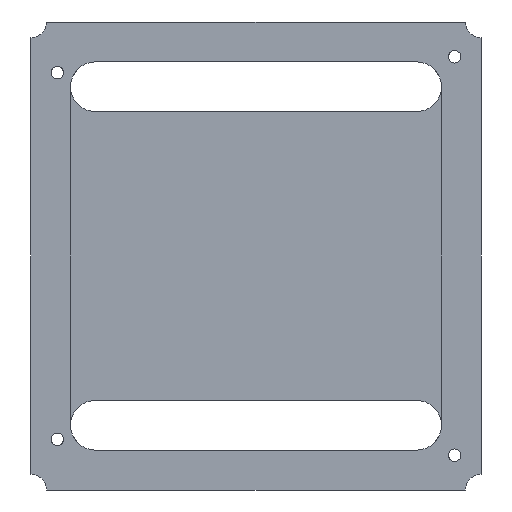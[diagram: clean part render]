
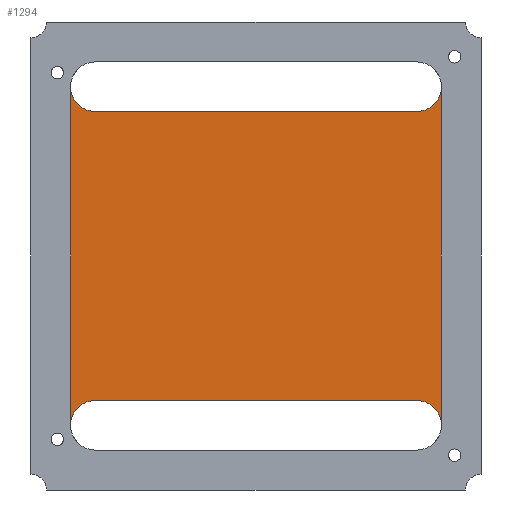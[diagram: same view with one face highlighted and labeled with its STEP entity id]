
A CAD part, front view. The second image highlights one B-rep face of the part: STEP entity #1294.
In plain terms, the highlighted planar face has unit normal (0, -1, 0).
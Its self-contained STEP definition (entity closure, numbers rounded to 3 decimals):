
#18 = EDGE_CURVE ( 'NONE', #1621, #1000, #464, .T. ) ;
#84 = DIRECTION ( 'NONE',  ( 0., -1., 0. ) ) ;
#192 = DIRECTION ( 'NONE',  ( 0., -1., 0. ) ) ;
#198 = ORIENTED_EDGE ( 'NONE', *, *, #18, .F. ) ;
#222 = LINE ( 'NONE', #2174, #421 ) ;
#237 = VERTEX_POINT ( 'NONE', #303 ) ;
#250 = DIRECTION ( 'NONE',  ( 0., 0., -1. ) ) ;
#293 = CARTESIAN_POINT ( 'NONE',  ( -32.24, 3., -34. ) ) ;
#303 = CARTESIAN_POINT ( 'NONE',  ( -32.24, 3., -29. ) ) ;
#304 = VERTEX_POINT ( 'NONE', #377 ) ;
#308 = DIRECTION ( 'NONE',  ( 0., 0., -1. ) ) ;
#366 = CARTESIAN_POINT ( 'NONE',  ( 32.24, 3., 29. ) ) ;
#377 = CARTESIAN_POINT ( 'NONE',  ( 37.24, 3., 34. ) ) ;
#380 = VECTOR ( 'NONE', #873, 1000. ) ;
#415 = CARTESIAN_POINT ( 'NONE',  ( -37.24, 3., 0. ) ) ;
#420 = AXIS2_PLACEMENT_3D ( 'NONE', #2008, #1854, #1474 ) ;
#421 = VECTOR ( 'NONE', #2127, 1000. ) ;
#427 = FACE_OUTER_BOUND ( 'NONE', #1015, .T. ) ;
#439 = VERTEX_POINT ( 'NONE', #1128 ) ;
#464 = CIRCLE ( 'NONE', #1274, 5. ) ;
#662 = DIRECTION ( 'NONE',  ( 0., 0., -1. ) ) ;
#730 = ORIENTED_EDGE ( 'NONE', *, *, #1782, .F. ) ;
#762 = CARTESIAN_POINT ( 'NONE',  ( 32.24, 3., -29. ) ) ;
#841 = VERTEX_POINT ( 'NONE', #762 ) ;
#863 = ORIENTED_EDGE ( 'NONE', *, *, #1759, .F. ) ;
#873 = DIRECTION ( 'NONE',  ( 0., 0., -1. ) ) ;
#878 = EDGE_CURVE ( 'NONE', #1621, #1733, #1496, .T. ) ;
#1000 = VERTEX_POINT ( 'NONE', #2092 ) ;
#1015 = EDGE_LOOP ( 'NONE', ( #198, #1062, #2183, #1494, #863, #2030, #2193, #730 ) ) ;
#1046 = AXIS2_PLACEMENT_3D ( 'NONE', #293, #84, #250 ) ;
#1054 = CARTESIAN_POINT ( 'NONE',  ( 32.24, 3., 34. ) ) ;
#1062 = ORIENTED_EDGE ( 'NONE', *, *, #878, .T. ) ;
#1120 = DIRECTION ( 'NONE',  ( 0., 0., -1. ) ) ;
#1128 = CARTESIAN_POINT ( 'NONE',  ( 37.24, 3., -34. ) ) ;
#1156 = DIRECTION ( 'NONE',  ( 0., 0., -1. ) ) ;
#1266 = EDGE_CURVE ( 'NONE', #237, #1733, #1967, .T. ) ;
#1274 = AXIS2_PLACEMENT_3D ( 'NONE', #2021, #2235, #1156 ) ;
#1294 = ADVANCED_FACE ( 'NONE', ( #427 ), #1832, .T. ) ;
#1363 = LINE ( 'NONE', #1899, #380 ) ;
#1364 = DIRECTION ( 'NONE',  ( 0., -1., 0. ) ) ;
#1411 = VECTOR ( 'NONE', #1120, 1000. ) ;
#1455 = CIRCLE ( 'NONE', #1746, 5. ) ;
#1474 = DIRECTION ( 'NONE',  ( 0., 0., -1. ) ) ;
#1494 = ORIENTED_EDGE ( 'NONE', *, *, #2234, .T. ) ;
#1496 = LINE ( 'NONE', #415, #1411 ) ;
#1518 = VERTEX_POINT ( 'NONE', #366 ) ;
#1536 = CARTESIAN_POINT ( 'NONE',  ( 0., 3., 29. ) ) ;
#1595 = VECTOR ( 'NONE', #2246, 1000. ) ;
#1621 = VERTEX_POINT ( 'NONE', #2034 ) ;
#1673 = AXIS2_PLACEMENT_3D ( 'NONE', #2062, #1364, #308 ) ;
#1690 = CARTESIAN_POINT ( 'NONE',  ( -37.24, 3., -34. ) ) ;
#1733 = VERTEX_POINT ( 'NONE', #1690 ) ;
#1746 = AXIS2_PLACEMENT_3D ( 'NONE', #1054, #192, #662 ) ;
#1759 = EDGE_CURVE ( 'NONE', #439, #841, #1860, .T. ) ;
#1782 = EDGE_CURVE ( 'NONE', #1000, #1518, #1866, .T. ) ;
#1832 = PLANE ( 'NONE',  #420 ) ;
#1854 = DIRECTION ( 'NONE',  ( 0., -1., 0. ) ) ;
#1860 = CIRCLE ( 'NONE', #1673, 5. ) ;
#1866 = LINE ( 'NONE', #1536, #1595 ) ;
#1899 = CARTESIAN_POINT ( 'NONE',  ( 37.24, 3., 0. ) ) ;
#1967 = CIRCLE ( 'NONE', #1046, 5. ) ;
#2008 = CARTESIAN_POINT ( 'NONE',  ( 0., 3., 0. ) ) ;
#2021 = CARTESIAN_POINT ( 'NONE',  ( -32.24, 3., 34. ) ) ;
#2030 = ORIENTED_EDGE ( 'NONE', *, *, #2161, .F. ) ;
#2034 = CARTESIAN_POINT ( 'NONE',  ( -37.24, 3., 34. ) ) ;
#2062 = CARTESIAN_POINT ( 'NONE',  ( 32.24, 3., -34. ) ) ;
#2092 = CARTESIAN_POINT ( 'NONE',  ( -32.24, 3., 29. ) ) ;
#2127 = DIRECTION ( 'NONE',  ( 1., 0., 0. ) ) ;
#2157 = EDGE_CURVE ( 'NONE', #1518, #304, #1455, .T. ) ;
#2161 = EDGE_CURVE ( 'NONE', #304, #439, #1363, .T. ) ;
#2174 = CARTESIAN_POINT ( 'NONE',  ( 0., 3., -29. ) ) ;
#2183 = ORIENTED_EDGE ( 'NONE', *, *, #1266, .F. ) ;
#2193 = ORIENTED_EDGE ( 'NONE', *, *, #2157, .F. ) ;
#2234 = EDGE_CURVE ( 'NONE', #237, #841, #222, .T. ) ;
#2235 = DIRECTION ( 'NONE',  ( 0., -1., 0. ) ) ;
#2246 = DIRECTION ( 'NONE',  ( 1., 0., 0. ) ) ;
